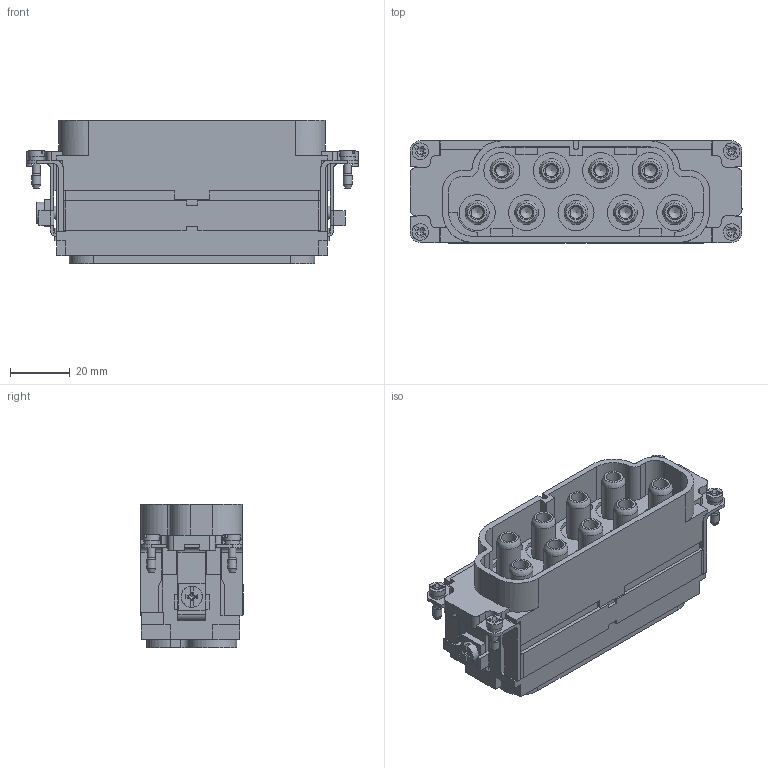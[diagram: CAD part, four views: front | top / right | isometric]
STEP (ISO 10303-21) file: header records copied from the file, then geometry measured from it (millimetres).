
FILE_DESCRIPTION(/* description */ (''),/* implementation_level */ '2;1');
FILE_NAME(/* name */ 'HK-008-0-M.stp',/* time_stamp */ '2023-02-09T00:12:32+08:00',/* author */ (''),/* organization */ (''),/* preprocessor_version */ 'ST-DEVELOPER v16',/* originating_system */ 'SIEMENS PLM Software NX 10.0',/* authorisation */ '');
FILE_SCHEMA (('AUTOMOTIVE_DESIGN { 1 0 10303 214 3 1 1 1 }'));
Length unit declared in the file: millimetre
Products named in the file (1): Admi0A2C26ACrowv
Bounding box: 110.85 x 34.2 x 47.85 mm (x, y, z)
Volume: 96859.5 mm3; surface area: 40954.6 mm2
Topology: 1 solids, 2 shells, 875 faces, 2373 edges, 1532 vertices
Faces by surface type: plane 605, cylinder 165, cone 96, bspline 9
Full cylindrical faces by diameter (mm): 2.5 x4, 3 x4, 3.35 x1, 4 x9, 4.5 x2, 4.95 x9, 5 x4, 5.5 x4, 7 x1, 7.25 x9, 7.97 x9, 8 x9, 8.15 x1, 11.95 x9, 12.05 x9
Entity records: 32123 total; most frequent: CARTESIAN_POINT 5161, DIRECTION 4243, ORIENTED_EDGE 4240, EDGE_CURVE 2120, VERTEX_POINT 1463, AXIS2_PLACEMENT_3D 1440, LINE 1363, VECTOR 1363
